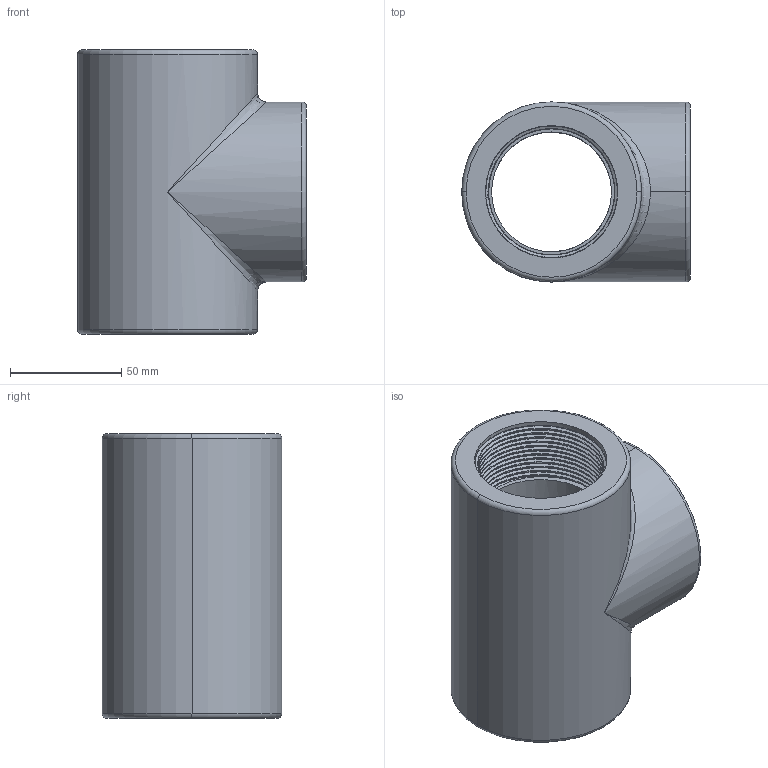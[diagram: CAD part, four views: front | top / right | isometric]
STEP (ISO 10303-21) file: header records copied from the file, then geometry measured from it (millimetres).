
FILE_DESCRIPTION (( 'STEP AP203' ), '1' );
FILE_NAME ('00240_1515.STEP', '2017-05-15T14:55:22', ( '' ), ( '' ), 'SwSTEP 2.0', 'SolidWorks 2011', '' );
FILE_SCHEMA (( 'CONFIG_CONTROL_DESIGN' ));
Length unit declared in the file: millimetre
Products named in the file (1): 00240_1515
Bounding box: 103 x 81 x 128 mm (x, y, z)
Volume: 386505 mm3; surface area: 81300.2 mm2
Topology: 1 solids, 1 shells, 130 faces, 356 edges, 226 vertices
Faces by surface type: cylinder 86, bspline 17, torus 15, plane 6, cone 6
Entity records: 21016 total; most frequent: CARTESIAN_POINT 18268, ORIENTED_EDGE 704, DIRECTION 430, EDGE_CURVE 352, VERTEX_POINT 226, AXIS2_PLACEMENT_3D 168, EDGE_LOOP 136, FACE_OUTER_BOUND 130
